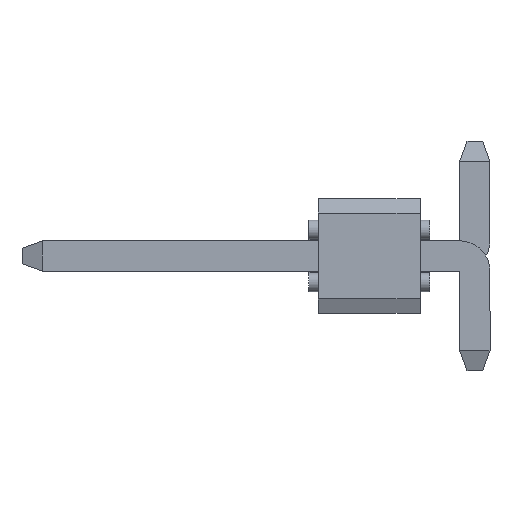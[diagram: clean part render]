
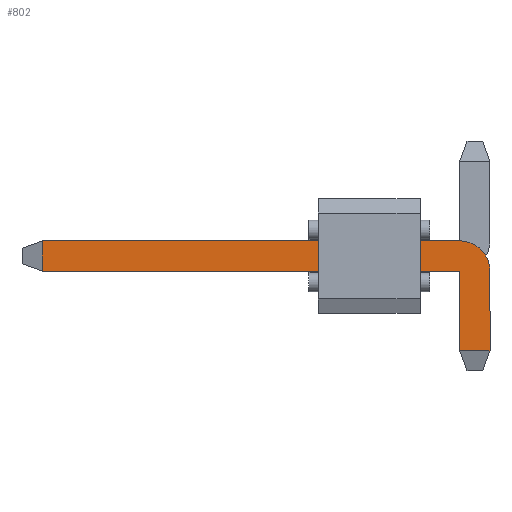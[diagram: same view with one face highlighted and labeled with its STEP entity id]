
A CAD part, left-side view. The second image highlights one B-rep face of the part: STEP entity #802.
In plain terms, the highlighted planar face has unit normal (-1, 0, 0).
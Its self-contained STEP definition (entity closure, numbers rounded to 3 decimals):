
#2 = ORIENTED_EDGE ( 'NONE', *, *, #1849, .T. ) ;
#64 = EDGE_CURVE ( 'NONE', #91, #334, #566, .T. ) ;
#91 = VERTEX_POINT ( 'NONE', #577 ) ;
#187 = LINE ( 'NONE', #1668, #1412 ) ;
#229 = CARTESIAN_POINT ( 'NONE',  ( -2.86, 0.64, -0.32 ) ) ;
#282 = EDGE_CURVE ( 'NONE', #1899, #1525, #1299, .T. ) ;
#304 = ORIENTED_EDGE ( 'NONE', *, *, #282, .T. ) ;
#305 = DIRECTION ( 'NONE',  ( 0., 0., -1. ) ) ;
#334 = VERTEX_POINT ( 'NONE', #469 ) ;
#372 = CARTESIAN_POINT ( 'NONE',  ( -2.86, 9.424, -0.32 ) ) ;
#381 = VECTOR ( 'NONE', #2072, 1000. ) ;
#392 = CARTESIAN_POINT ( 'NONE',  ( -2.86, 0., -0.32 ) ) ;
#420 = PLANE ( 'NONE',  #2036 ) ;
#469 = CARTESIAN_POINT ( 'NONE',  ( -2.86, 0.64, 0.32 ) ) ;
#483 = EDGE_CURVE ( 'NONE', #2161, #91, #1233, .T. ) ;
#566 = LINE ( 'NONE', #783, #862 ) ;
#577 = CARTESIAN_POINT ( 'NONE',  ( -2.86, 9.424, 0.32 ) ) ;
#644 = DIRECTION ( 'NONE',  ( -1., 0., 0. ) ) ;
#783 = CARTESIAN_POINT ( 'NONE',  ( -2.86, 9.85, 0.32 ) ) ;
#802 = ADVANCED_FACE ( 'NONE', ( #1448 ), #420, .F. ) ;
#816 = ORIENTED_EDGE ( 'NONE', *, *, #483, .F. ) ;
#862 = VECTOR ( 'NONE', #1405, 1000. ) ;
#863 = DIRECTION ( 'NONE',  ( 1., 0., 0. ) ) ;
#1012 = VECTOR ( 'NONE', #2066, 1000. ) ;
#1181 = ORIENTED_EDGE ( 'NONE', *, *, #64, .F. ) ;
#1233 = LINE ( 'NONE', #2056, #381 ) ;
#1234 = EDGE_CURVE ( 'NONE', #2424, #334, #2642, .T. ) ;
#1297 = VECTOR ( 'NONE', #305, 1000. ) ;
#1299 = LINE ( 'NONE', #2324, #1297 ) ;
#1313 = ORIENTED_EDGE ( 'NONE', *, *, #2277, .T. ) ;
#1405 = DIRECTION ( 'NONE',  ( 0., -1., 0. ) ) ;
#1412 = VECTOR ( 'NONE', #2060, 1000. ) ;
#1429 = CARTESIAN_POINT ( 'NONE',  ( -2.86, 9.85, -0.32 ) ) ;
#1433 = CARTESIAN_POINT ( 'NONE',  ( -2.86, 0.64, -1.989 ) ) ;
#1448 = FACE_OUTER_BOUND ( 'NONE', #1455, .T. ) ;
#1455 = EDGE_LOOP ( 'NONE', ( #1313, #2, #1746, #1181, #816, #1723, #304 ) ) ;
#1525 = VERTEX_POINT ( 'NONE', #1433 ) ;
#1668 = CARTESIAN_POINT ( 'NONE',  ( -2.86, 0.64, -1.989 ) ) ;
#1723 = ORIENTED_EDGE ( 'NONE', *, *, #1831, .T. ) ;
#1746 = ORIENTED_EDGE ( 'NONE', *, *, #1234, .T. ) ;
#1831 = EDGE_CURVE ( 'NONE', #2161, #1899, #2290, .T. ) ;
#1835 = CARTESIAN_POINT ( 'NONE',  ( -2.86, 0., -1.989 ) ) ;
#1845 = VERTEX_POINT ( 'NONE', #1835 ) ;
#1848 = AXIS2_PLACEMENT_3D ( 'NONE', #2055, #644, #1873 ) ;
#1849 = EDGE_CURVE ( 'NONE', #1845, #2424, #2450, .T. ) ;
#1873 = DIRECTION ( 'NONE',  ( 0., 0., -1. ) ) ;
#1890 = CARTESIAN_POINT ( 'NONE',  ( -2.86, 9.85, -0.32 ) ) ;
#1899 = VERTEX_POINT ( 'NONE', #229 ) ;
#2036 = AXIS2_PLACEMENT_3D ( 'NONE', #1890, #863, #2630 ) ;
#2055 = CARTESIAN_POINT ( 'NONE',  ( -2.86, 0.64, -0.32 ) ) ;
#2056 = CARTESIAN_POINT ( 'NONE',  ( -2.86, 9.424, -0.32 ) ) ;
#2060 = DIRECTION ( 'NONE',  ( 0., -1., 0. ) ) ;
#2066 = DIRECTION ( 'NONE',  ( 0., 0., 1. ) ) ;
#2072 = DIRECTION ( 'NONE',  ( 0., 0., 1. ) ) ;
#2161 = VERTEX_POINT ( 'NONE', #372 ) ;
#2269 = DIRECTION ( 'NONE',  ( 0., -1., 0. ) ) ;
#2277 = EDGE_CURVE ( 'NONE', #1525, #1845, #187, .T. ) ;
#2290 = LINE ( 'NONE', #1429, #2417 ) ;
#2324 = CARTESIAN_POINT ( 'NONE',  ( -2.86, 0.64, 0.32 ) ) ;
#2417 = VECTOR ( 'NONE', #2269, 1000. ) ;
#2424 = VERTEX_POINT ( 'NONE', #392 ) ;
#2450 = LINE ( 'NONE', #2638, #1012 ) ;
#2630 = DIRECTION ( 'NONE',  ( 0., 0., -1. ) ) ;
#2638 = CARTESIAN_POINT ( 'NONE',  ( -2.86, 0., -0.32 ) ) ;
#2642 = CIRCLE ( 'NONE', #1848, 0.64 ) ;
